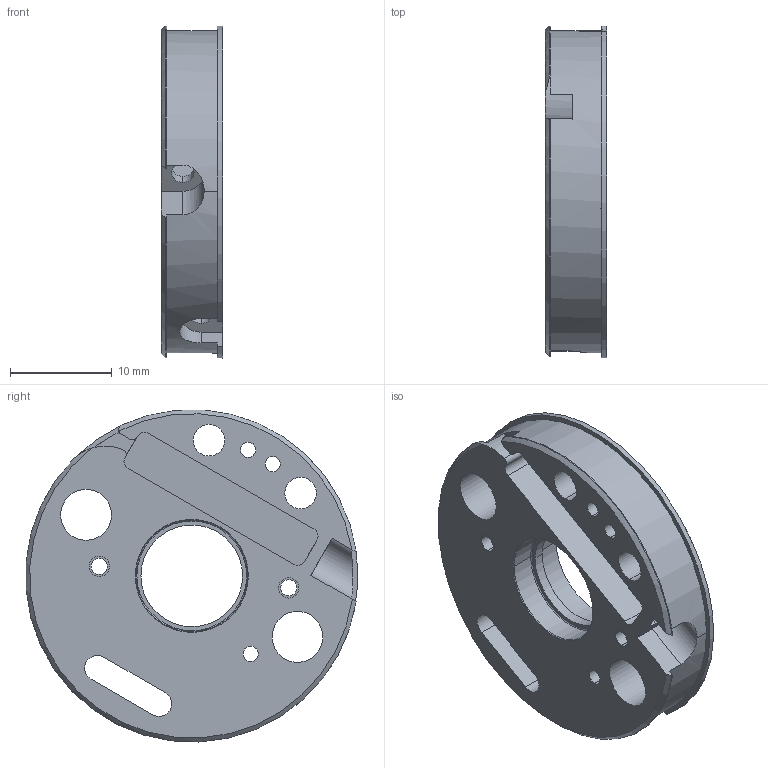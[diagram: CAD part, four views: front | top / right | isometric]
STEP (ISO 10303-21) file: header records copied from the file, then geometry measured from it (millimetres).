
FILE_DESCRIPTION((''),'2;1');
FILE_NAME('RC_IIT_010_P_021','2021-10-19T14:05:29',('silo-mech'),(''),'CREO PARAMETRIC BY PTC INC, 2020454','CREO PARAMETRIC BY PTC INC, 2020454','');
FILE_SCHEMA(('CONFIG_CONTROL_DESIGN'));
Length unit declared in the file: millimetre
Products named in the file (1): RC_IIT_010_P_021
Bounding box: 6 x 32.63 x 32.64 mm (x, y, z)
Volume: 2976.1 mm3; surface area: 3235.1 mm2
Topology: 1 solids, 3 shells, 102 faces, 282 edges, 184 vertices
Faces by surface type: cylinder 58, plane 30, cone 10, torus 4
Entity records: 3448 total; most frequent: CARTESIAN_POINT 627, DIRECTION 622, ORIENTED_EDGE 556, EDGE_CURVE 282, AXIS2_PLACEMENT_3D 244, VERTEX_POINT 184, CIRCLE 141, VECTOR 134
